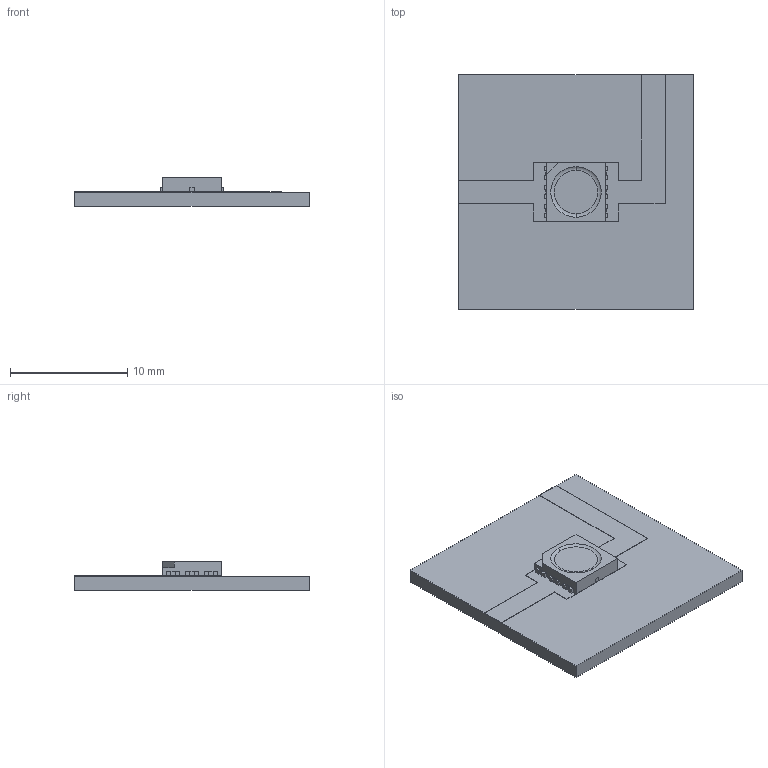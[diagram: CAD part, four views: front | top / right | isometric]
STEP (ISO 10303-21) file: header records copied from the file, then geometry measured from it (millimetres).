
FILE_DESCRIPTION((''),'2;1');
FILE_NAME('A_LED_ASM','2017-08-29T',('user'),(''),'CREO PARAMETRIC BY PTC INC, 2014350','CREO PARAMETRIC BY PTC INC, 2014350','');
FILE_SCHEMA(('CONFIG_CONTROL_DESIGN'));
Length unit declared in the file: millimetre
Products named in the file (8): M_LED_LEAD; M_LED_MC; M_LED_SPREAD; M_LED_WIN; M_LED_SOURCE; PCB_LED_PATTERN; PCB_LED; A_LED_ASM
Assembly tree (7 placements, depth 2):
  A_LED_ASM
    M_LED_LEAD
    M_LED_MC
    M_LED_SPREAD
    M_LED_WIN
    M_LED_SOURCE
    PCB_LED_PATTERN
    PCB_LED
Bounding box: 20 x 20 x 2.44 mm (x, y, z)
Volume: 511.2 mm3; surface area: 1208.7 mm2
Topology: 17 solids, 17 shells, 215 faces, 524 edges, 346 vertices
Faces by surface type: plane 197, cylinder 12, cone 4, torus 2
Entity records: 8211 total; most frequent: CARTESIAN_POINT 1100, ORIENTED_EDGE 1048, DIRECTION 1020, PRESENTATION_STYLE_ASSIGNMENT 541, STYLED_ITEM 541, CURVE_STYLE 524, EDGE_CURVE 524, VECTOR 488
